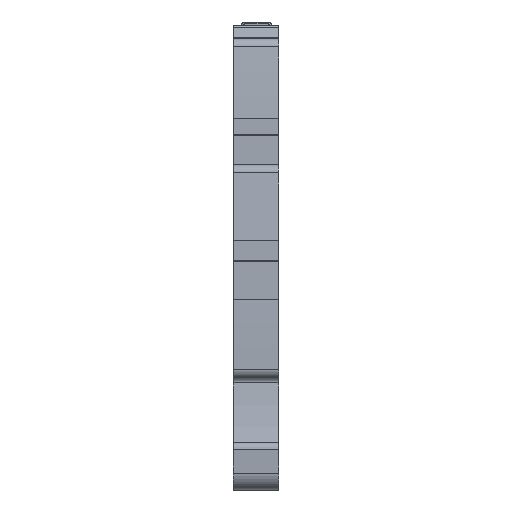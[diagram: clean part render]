
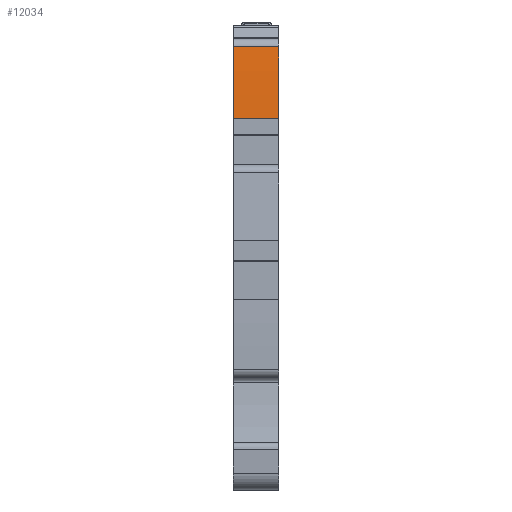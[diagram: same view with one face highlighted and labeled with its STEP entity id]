
A CAD part, front view. The second image highlights one B-rep face of the part: STEP entity #12034.
In plain terms, the highlighted cylindrical face has radius 149.2 mm (diameter 298.4 mm), a partial arc.
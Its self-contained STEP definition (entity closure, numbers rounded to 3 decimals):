
#5521=AXIS2_PLACEMENT_3D('Circle Axis2P3D',#5519,#5520,$) ;
#8618=AXIS2_PLACEMENT_3D('Circle Axis2P3D',#8616,#8617,$) ;
#12021=AXIS2_PLACEMENT_3D('Cylinder Axis2P3D',#12018,#12019,#12020) ;
#5516=CARTESIAN_POINT('Vertex',(5.1,24.002,49.272)) ;
#5519=CARTESIAN_POINT('Axis2P3D Location',(5.1,172.085,31.05)) ;
#5523=CARTESIAN_POINT('Vertex',(5.1,23.235,41.264)) ;
#8613=CARTESIAN_POINT('Vertex',(0.05,23.235,41.264)) ;
#8616=CARTESIAN_POINT('Axis2P3D Location',(0.05,172.085,31.05)) ;
#8620=CARTESIAN_POINT('Vertex',(0.05,24.002,49.272)) ;
#12006=CARTESIAN_POINT('Line Origine',(2.55,24.002,49.272)) ;
#12018=CARTESIAN_POINT('Axis2P3D Location',(2.55,172.085,31.05)) ;
#12023=CARTESIAN_POINT('Line Origine',(2.55,23.235,41.264)) ;
#5520=DIRECTION('Axis2P3D Direction',(1.,0.,0.)) ;
#8617=DIRECTION('Axis2P3D Direction',(1.,0.,0.)) ;
#12007=DIRECTION('Vector Direction',(1.,0.,0.)) ;
#12019=DIRECTION('Axis2P3D Direction',(1.,0.,0.)) ;
#12020=DIRECTION('Axis2P3D XDirection',(0.,-0.993,0.122)) ;
#12024=DIRECTION('Vector Direction',(1.,0.,0.)) ;
#12008=VECTOR('Line Direction',#12007,1.) ;
#12025=VECTOR('Line Direction',#12024,1.) ;
#12029=ORIENTED_EDGE('',*,*,#12027,.F.) ;
#12030=ORIENTED_EDGE('',*,*,#5525,.F.) ;
#12031=ORIENTED_EDGE('',*,*,#12010,.F.) ;
#12032=ORIENTED_EDGE('',*,*,#8622,.T.) ;
#12034=ADVANCED_FACE('Hauptk\X2\00F6\X0\rper',(#12033),#12022,.T.) ;
#5522=CIRCLE('generated circle',#5521,149.2) ;
#8619=CIRCLE('generated circle',#8618,149.2) ;
#12022=CYLINDRICAL_SURFACE('generated cylinder',#12021,149.2) ;
#5525=EDGE_CURVE('',#5517,#5524,#5522,.T.) ;
#8622=EDGE_CURVE('',#8621,#8614,#8619,.T.) ;
#12010=EDGE_CURVE('',#8621,#5517,#12009,.T.) ;
#12027=EDGE_CURVE('',#5524,#8614,#12026,.F.) ;
#12028=EDGE_LOOP('',(#12029,#12030,#12031,#12032)) ;
#12033=FACE_OUTER_BOUND('',#12028,.T.) ;
#12009=LINE('Line',#12006,#12008) ;
#12026=LINE('Line',#12023,#12025) ;
#5517=VERTEX_POINT('',#5516) ;
#5524=VERTEX_POINT('',#5523) ;
#8614=VERTEX_POINT('',#8613) ;
#8621=VERTEX_POINT('',#8620) ;
